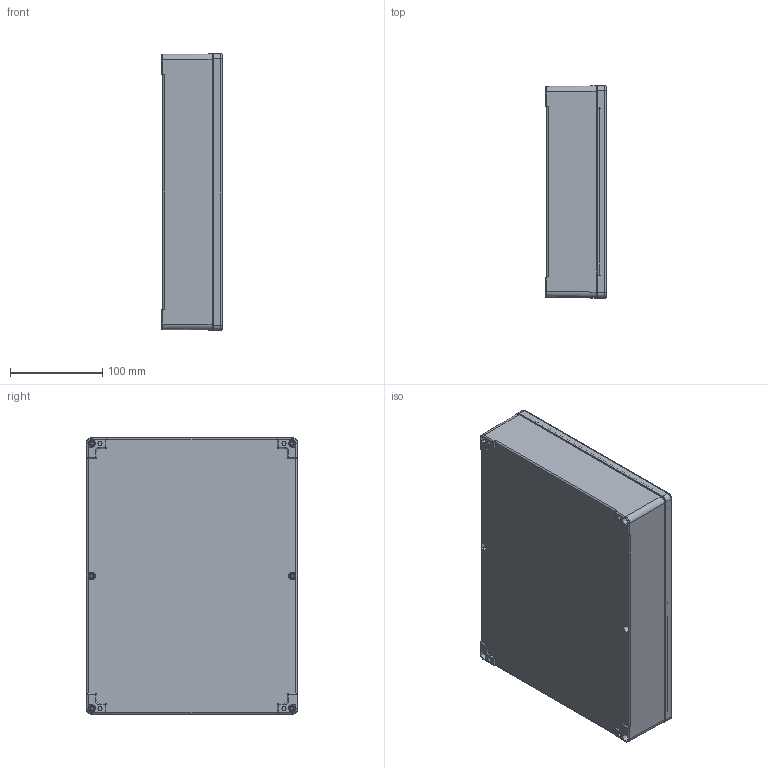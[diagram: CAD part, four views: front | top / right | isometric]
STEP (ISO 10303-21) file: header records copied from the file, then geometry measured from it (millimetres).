
FILE_DESCRIPTION(/* description */ ('ABS-Gehäuse'),/* implementation_level */ '2;1');
FILE_NAME(/* name */ '02302307000-RST.stp',/* time_stamp */ '2021-09-02T14:10:12+02:00',/* author */ ('sl'),/* organization */ (''),/* preprocessor_version */ 'ST-DEVELOPER v16.5',/* originating_system */ 'Autodesk Inventor 2017',/* authorisation */ '');
FILE_SCHEMA (('AUTOMOTIVE_DESIGN { 1 0 10303 214 3 1 1 }'));
Length unit declared in the file: millimetre
Products named in the file (4): 02_302307_010; Schraube-M4x18x7; Deckel-ABS-Gehäuse-33-BT-0002-02_302307_010; UT-ABS-Gehäuse-33-BT-0001-02_302307_010
Assembly tree (8 placements, depth 2):
  02_302307_010
    Schraube-M4x18x7  x6
    Deckel-ABS-Gehäuse-33-BT-0002-02_302307_010
    UT-ABS-Gehäuse-33-BT-0001-02_302307_010
Bounding box: 66.5 x 230 x 300 mm (x, y, z)
Volume: 657650.6 mm3; surface area: 431685.7 mm2
Topology: 8 solids, 8 shells, 1020 faces, 2550 edges, 1577 vertices
Faces by surface type: plane 425, cylinder 254, torus 148, cone 111, bspline 62, sphere 20
Full cylindrical faces by diameter (mm): 2.87 x6, 4 x6, 4.5 x6, 7 x6, 8 x6
Entity records: 29561 total; most frequent: CARTESIAN_POINT 8765, DIRECTION 4468, ORIENTED_EDGE 4134, EDGE_CURVE 2067, AXIS2_PLACEMENT_3D 1686, VERTEX_POINT 1332, LINE 1096, VECTOR 1096
